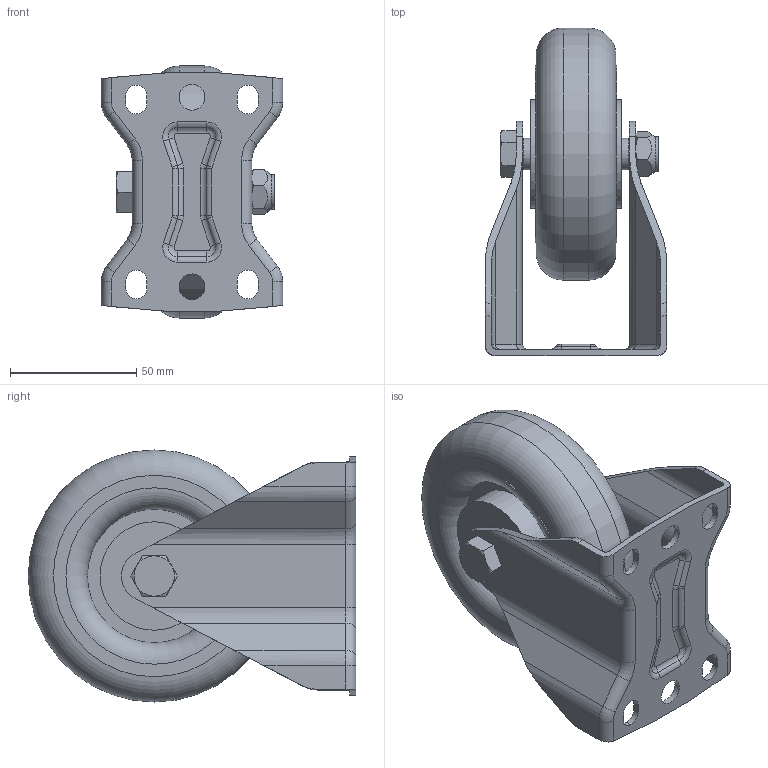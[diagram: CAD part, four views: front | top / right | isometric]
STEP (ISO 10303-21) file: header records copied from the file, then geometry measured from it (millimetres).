
FILE_DESCRIPTION((''),'2;1');
FILE_NAME('86418.stp','2023-06-20T11:04:35',('arma01'),(''),'Autodesk Inventor 2013','Autodesk Inventor 2013','');
FILE_SCHEMA(('AUTOMOTIVE_DESIGN { 1 0 10303 214 1 1 1 1 }'));
Length unit declared in the file: millimetre
Products named in the file (5): 86418; 86418- I; 86418- II; DIN EN 24018 M10 x 55; Nakrętka samozabezpieczająca - Stal Metryczny Property Class 5 and 10 - Metric M10 x 1.5 Typ metalowy
Assembly tree (4 placements, depth 2):
  86418
    86418- I
    86418- II
    DIN EN 24018 M10 x 55
    Nakrętka samozabezpieczająca - Stal Metryczny Property Class 5 and 10 - Metric M10 x 1.5 Typ metalowy
Bounding box: 72 x 130 x 100 mm (x, y, z)
Volume: 266117.8 mm3; surface area: 66695.6 mm2
Topology: 4 solids, 4 shells, 233 faces, 564 edges, 348 vertices
Faces by surface type: cylinder 99, plane 61, torus 41, bspline 16, cone 16
Full cylindrical faces by diameter (mm): 8.376 x1, 10 x1, 10.2 x2, 10.3 x2, 10.5 x1, 12.5 x2, 13.6 x1, 43 x2, 53 x2, 70 x2, 100 x1
Entity records: 7160 total; most frequent: CARTESIAN_POINT 1600, DIRECTION 1220, ORIENTED_EDGE 1068, EDGE_CURVE 534, AXIS2_PLACEMENT_3D 506, VERTEX_POINT 344, EDGE_LOOP 288, CIRCLE 256
